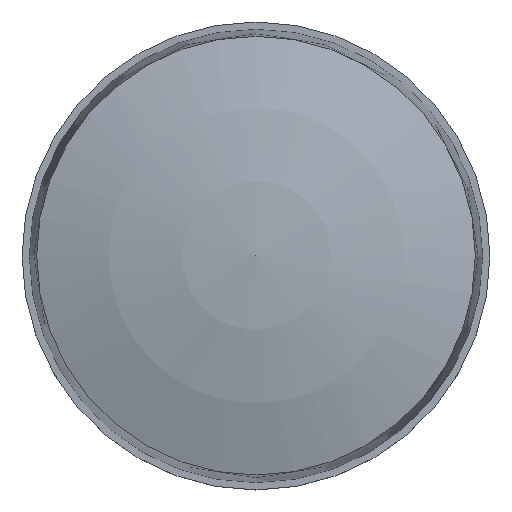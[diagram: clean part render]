
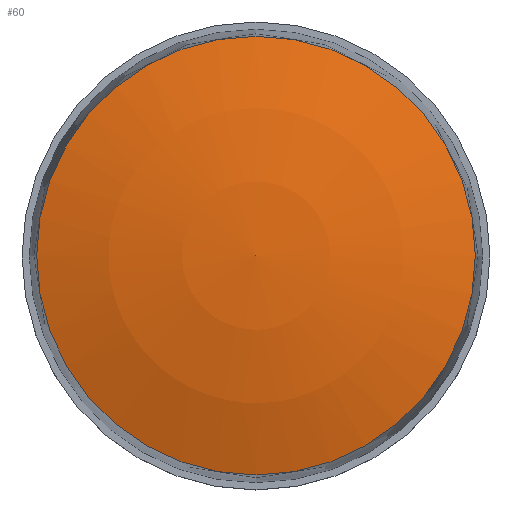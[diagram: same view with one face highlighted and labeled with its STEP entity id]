
A CAD part, top view. The second image highlights one B-rep face of the part: STEP entity #60.
In plain terms, the highlighted spherical face has radius 14.814 mm.
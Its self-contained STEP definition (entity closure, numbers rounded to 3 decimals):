
#15=SPHERICAL_SURFACE('',#71,14.814);
#26=FACE_OUTER_BOUND('',#34,.T.);
#34=EDGE_LOOP('',(#54));
#35=CIRCLE('',#64,4.5);
#39=VERTEX_POINT('',#94);
#43=EDGE_CURVE('',#39,#39,#35,.T.);
#54=ORIENTED_EDGE('',*,*,#43,.T.);
#60=ADVANCED_FACE('',(#26),#15,.T.);
#64=AXIS2_PLACEMENT_3D('',#95,#76,#77);
#71=AXIS2_PLACEMENT_3D('',#105,#90,#91);
#76=DIRECTION('center_axis',(0.,0.,1.));
#77=DIRECTION('ref_axis',(1.,0.,0.));
#90=DIRECTION('center_axis',(0.,0.,1.));
#91=DIRECTION('ref_axis',(1.,0.,0.));
#94=CARTESIAN_POINT('',(4.5,0.,3.8));
#95=CARTESIAN_POINT('Origin',(0.,0.,3.8));
#105=CARTESIAN_POINT('Origin',(0.,0.,-10.314));
